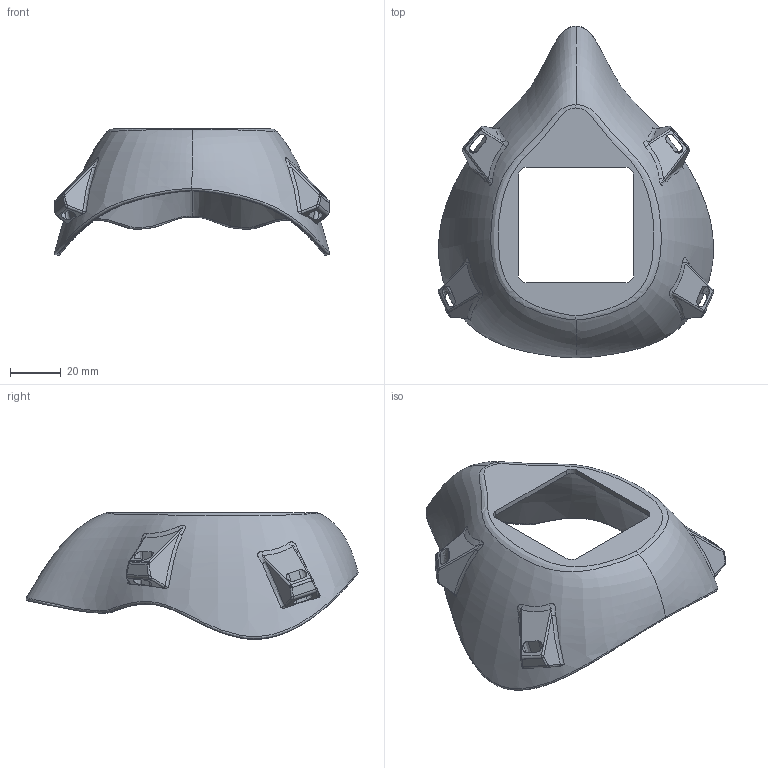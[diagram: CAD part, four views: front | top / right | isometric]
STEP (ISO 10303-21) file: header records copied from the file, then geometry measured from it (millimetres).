
FILE_DESCRIPTION (( 'STEP AP203' ), '1' );
FILE_NAME ('MaskBody_cut_1-dm.STEP', '2020-03-25T22:21:27', ( '' ), ( '' ), 'SwSTEP 2.0', 'SolidWorks 2020', '' );
FILE_SCHEMA (( 'CONFIG_CONTROL_DESIGN' ));
Length unit declared in the file: inch
Products named in the file (1): MaskBody_cut_1-dm
Bounding box: 108.76 x 130.91 x 50.02 mm (x, y, z)
Volume: 34901.8 mm3; surface area: 32358.4 mm2
Topology: 1 solids, 1 shells, 174 faces, 420 edges, 252 vertices
Faces by surface type: bspline 88, cylinder 50, plane 36
Entity records: 34949 total; most frequent: CARTESIAN_POINT 31557, ORIENTED_EDGE 840, DIRECTION 482, EDGE_CURVE 420, VERTEX_POINT 252, EDGE_LOOP 188, ADVANCED_FACE 174, FACE_OUTER_BOUND 174
